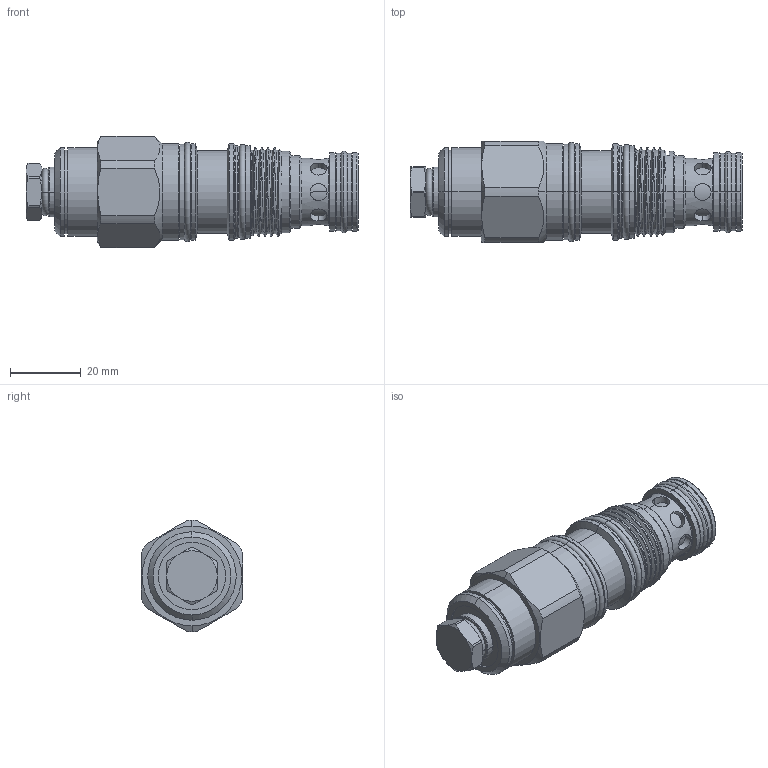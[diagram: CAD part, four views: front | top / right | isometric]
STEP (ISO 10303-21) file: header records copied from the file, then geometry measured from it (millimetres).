
FILE_DESCRIPTION (( 'STEP AP203' ), '1' );
FILE_NAME ('LB2A3S-N.STEP', '2020-04-08T07:33:57', ( '' ), ( '' ), 'SwSTEP 2.0', 'SolidWorks 2018', '' );
FILE_SCHEMA (( 'CONFIG_CONTROL_DESIGN' ));
Length unit declared in the file: millimetre
Products named in the file (1): LB2A3S-N
Bounding box: 93.85 x 28.57 x 31.6 mm (x, y, z)
Volume: 43325.8 mm3; surface area: 12231.2 mm2
Topology: 3 solids, 3 shells, 231 faces, 516 edges, 318 vertices
Faces by surface type: cylinder 126, cone 42, plane 41, torus 20, bspline 2
Entity records: 8510 total; most frequent: CARTESIAN_POINT 3386, DIRECTION 1087, ORIENTED_EDGE 1032, EDGE_CURVE 516, AXIS2_PLACEMENT_3D 464, VERTEX_POINT 318, EDGE_LOOP 262, CIRCLE 234
